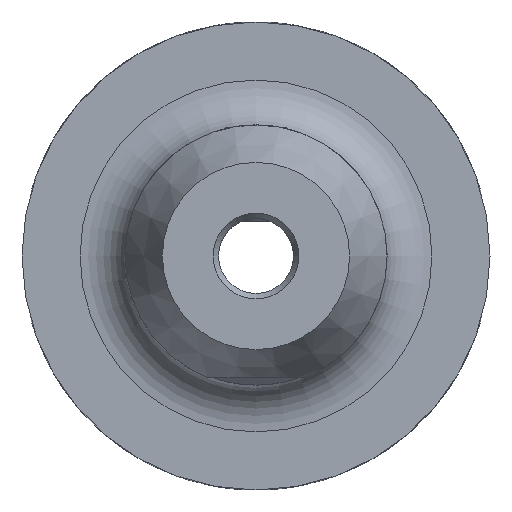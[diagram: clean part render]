
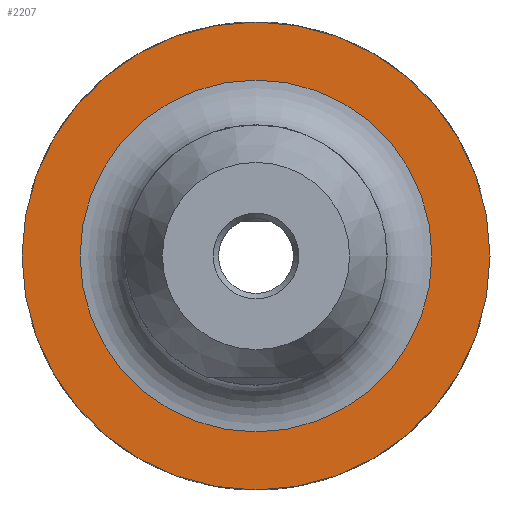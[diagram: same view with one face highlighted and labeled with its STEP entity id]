
A CAD part, left-side view. The second image highlights one B-rep face of the part: STEP entity #2207.
In plain terms, the highlighted planar face has unit normal (-1, 0, 0).
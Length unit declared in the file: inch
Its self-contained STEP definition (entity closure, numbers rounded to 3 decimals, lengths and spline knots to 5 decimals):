
#84=FACE_BOUND('',#384,.T.);
#141=PLANE('',#2444);
#256=FACE_OUTER_BOUND('',#383,.T.);
#383=EDGE_LOOP('',(#1890,#1891));
#384=EDGE_LOOP('',(#1892,#1893));
#775=CIRCLE('',#2442,0.74016);
#776=CIRCLE('',#2443,0.74016);
#777=CIRCLE('',#2445,0.98425);
#778=CIRCLE('',#2446,0.98425);
#994=VERTEX_POINT('',#5001);
#995=VERTEX_POINT('',#5003);
#996=VERTEX_POINT('',#5007);
#997=VERTEX_POINT('',#5008);
#1312=EDGE_CURVE('',#995,#994,#775,.T.);
#1313=EDGE_CURVE('',#994,#995,#776,.T.);
#1314=EDGE_CURVE('',#996,#997,#777,.T.);
#1315=EDGE_CURVE('',#997,#996,#778,.T.);
#1890=ORIENTED_EDGE('',*,*,#1314,.F.);
#1891=ORIENTED_EDGE('',*,*,#1315,.F.);
#1892=ORIENTED_EDGE('',*,*,#1312,.T.);
#1893=ORIENTED_EDGE('',*,*,#1313,.T.);
#2207=ADVANCED_FACE('',(#256,#84),#141,.T.);
#2442=AXIS2_PLACEMENT_3D('',#5004,#2958,#2959);
#2443=AXIS2_PLACEMENT_3D('',#5005,#2960,#2961);
#2444=AXIS2_PLACEMENT_3D('',#5006,#2962,#2963);
#2445=AXIS2_PLACEMENT_3D('',#5009,#2964,#2965);
#2446=AXIS2_PLACEMENT_3D('',#5010,#2966,#2967);
#2958=DIRECTION('center_axis',(1.,0.,0.));
#2959=DIRECTION('ref_axis',(0.,1.,0.));
#2960=DIRECTION('center_axis',(1.,0.,0.));
#2961=DIRECTION('ref_axis',(0.,1.,0.));
#2962=DIRECTION('center_axis',(-1.,0.,0.));
#2963=DIRECTION('ref_axis',(0.,0.,
1.));
#2964=DIRECTION('center_axis',(1.,0.,0.));
#2965=DIRECTION('ref_axis',(0.,1.,0.));
#2966=DIRECTION('center_axis',(1.,0.,0.));
#2967=DIRECTION('ref_axis',(0.,1.,0.));
#5001=CARTESIAN_POINT('',(-0.67633,0.08859,0.70631));
#5003=CARTESIAN_POINT('',(-0.67633,0.82875,-0.03385));
#5004=CARTESIAN_POINT('Origin',(-0.67633,0.08859,-0.03385));
#5005=CARTESIAN_POINT('Origin',(-0.67633,0.08859,-0.03385));
#5006=CARTESIAN_POINT('Origin',(-0.67633,0.9508,-0.03385));
#5007=CARTESIAN_POINT('',(-0.67633,1.07285,-0.03385));
#5008=CARTESIAN_POINT('',(-0.67633,-0.89566,-0.03385));
#5009=CARTESIAN_POINT('Origin',(-0.67633,0.08859,-0.03385));
#5010=CARTESIAN_POINT('Origin',(-0.67633,0.08859,-0.03385));
